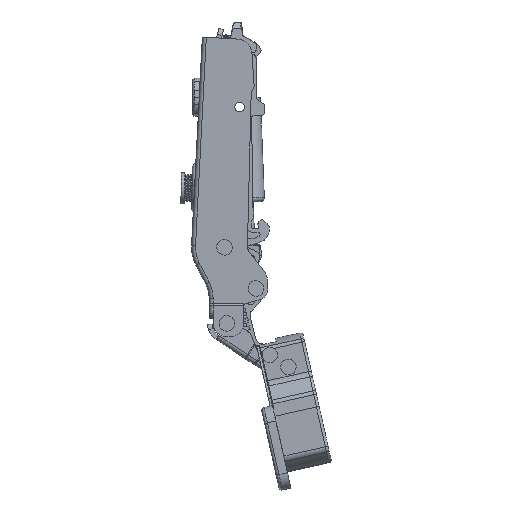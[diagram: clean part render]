
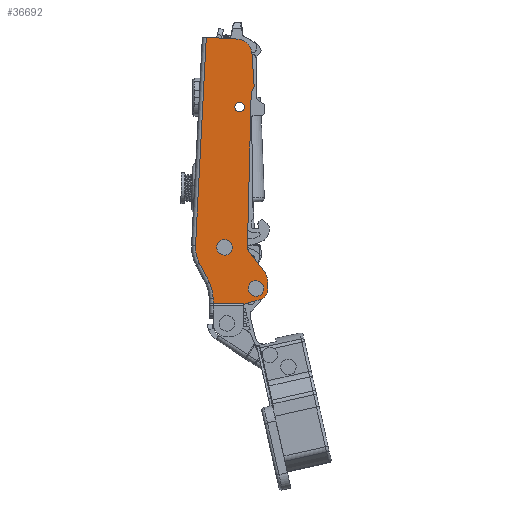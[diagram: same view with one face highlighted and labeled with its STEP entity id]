
A CAD part, left-side view. The second image highlights one B-rep face of the part: STEP entity #36692.
In plain terms, the highlighted face is planar.
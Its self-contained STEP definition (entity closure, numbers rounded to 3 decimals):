
#306=FACE_BOUND('',#4290,.T.);
#307=FACE_BOUND('',#4291,.T.);
#308=FACE_BOUND('',#4292,.T.);
#520=PLANE('',#39264);
#2155=FACE_OUTER_BOUND('',#4289,.T.);
#4289=EDGE_LOOP('',(#24843,#24844,#24845,#24846,#24847,#24848,#24849,#24850,
#24851,#24852,#24853,#24854,#24855,#24856,#24857,#24858,#24859,#24860,#24861,
#24862));
#4290=EDGE_LOOP('',(#24863));
#4291=EDGE_LOOP('',(#24864));
#4292=EDGE_LOOP('',(#24865));
#6641=LINE('',#55620,#10182);
#6649=LINE('',#55636,#10190);
#6650=LINE('',#55640,#10191);
#6651=LINE('',#55644,#10192);
#6652=LINE('',#55648,#10193);
#6653=LINE('',#55651,#10194);
#6654=LINE('',#55655,#10195);
#6655=LINE('',#55659,#10196);
#6656=LINE('',#55660,#10197);
#6657=LINE('',#55662,#10198);
#6658=LINE('',#55664,#10199);
#6659=LINE('',#55668,#10200);
#10182=VECTOR('',#43378,1000.);
#10190=VECTOR('',#43390,1000.);
#10191=VECTOR('',#43393,1000.);
#10192=VECTOR('',#43396,1000.);
#10193=VECTOR('',#43399,1000.);
#10194=VECTOR('',#43402,1000.);
#10195=VECTOR('',#43405,1000.);
#10196=VECTOR('',#43408,1000.);
#10197=VECTOR('',#43409,1000.);
#10198=VECTOR('',#43410,1000.);
#10199=VECTOR('',#43411,1000.);
#10200=VECTOR('',#43414,1000.);
#13658=CIRCLE('',#39175,1.21);
#13676=CIRCLE('',#39203,1.46);
#13678=CIRCLE('',#39206,1.46);
#13705=CIRCLE('',#39265,1.);
#13706=CIRCLE('',#39266,1.47);
#13707=CIRCLE('',#39267,1.418);
#13708=CIRCLE('',#39268,3.92);
#13709=CIRCLE('',#39269,9.);
#13710=CIRCLE('',#39270,9.);
#13711=CIRCLE('',#39271,3.);
#13712=CIRCLE('',#39272,5.);
#15435=VERTEX_POINT('',#54588);
#15460=VERTEX_POINT('',#55101);
#15462=VERTEX_POINT('',#55107);
#15530=VERTEX_POINT('',#55575);
#15545=VERTEX_POINT('',#55617);
#15546=VERTEX_POINT('',#55619);
#15551=VERTEX_POINT('',#55634);
#15552=VERTEX_POINT('',#55635);
#15553=VERTEX_POINT('',#55637);
#15554=VERTEX_POINT('',#55639);
#15555=VERTEX_POINT('',#55641);
#15556=VERTEX_POINT('',#55643);
#15557=VERTEX_POINT('',#55645);
#15558=VERTEX_POINT('',#55647);
#15559=VERTEX_POINT('',#55650);
#15560=VERTEX_POINT('',#55652);
#15561=VERTEX_POINT('',#55654);
#15562=VERTEX_POINT('',#55656);
#15563=VERTEX_POINT('',#55658);
#15564=VERTEX_POINT('',#55661);
#15565=VERTEX_POINT('',#55663);
#15566=VERTEX_POINT('',#55665);
#15567=VERTEX_POINT('',#55667);
#19047=EDGE_CURVE('',#15435,#15435,#13658,.T.);
#19076=EDGE_CURVE('',#15460,#15460,#13676,.T.);
#19079=EDGE_CURVE('',#15462,#15462,#13678,.T.);
#19179=EDGE_CURVE('',#15546,#15545,#6641,.T.);
#19187=EDGE_CURVE('',#15551,#15552,#6649,.T.);
#19188=EDGE_CURVE('',#15553,#15551,#13705,.T.);
#19189=EDGE_CURVE('',#15554,#15553,#6650,.T.);
#19190=EDGE_CURVE('',#15555,#15554,#13706,.T.);
#19191=EDGE_CURVE('',#15556,#15555,#6651,.T.);
#19192=EDGE_CURVE('',#15557,#15556,#13707,.T.);
#19193=EDGE_CURVE('',#15558,#15557,#6652,.T.);
#19194=EDGE_CURVE('',#15546,#15558,#13708,.T.);
#19195=EDGE_CURVE('',#15545,#15559,#6653,.T.);
#19196=EDGE_CURVE('',#15559,#15560,#13709,.T.);
#19197=EDGE_CURVE('',#15560,#15561,#6654,.T.);
#19198=EDGE_CURVE('',#15561,#15562,#13710,.T.);
#19199=EDGE_CURVE('',#15562,#15563,#6655,.T.);
#19200=EDGE_CURVE('',#15530,#15563,#6656,.T.);
#19201=EDGE_CURVE('',#15530,#15564,#6657,.T.);
#19202=EDGE_CURVE('',#15564,#15565,#6658,.T.);
#19203=EDGE_CURVE('',#15565,#15566,#13711,.T.);
#19204=EDGE_CURVE('',#15566,#15567,#6659,.T.);
#19205=EDGE_CURVE('',#15567,#15552,#13712,.T.);
#24843=ORIENTED_EDGE('',*,*,#19187,.F.);
#24844=ORIENTED_EDGE('',*,*,#19188,.F.);
#24845=ORIENTED_EDGE('',*,*,#19189,.F.);
#24846=ORIENTED_EDGE('',*,*,#19190,.F.);
#24847=ORIENTED_EDGE('',*,*,#19191,.F.);
#24848=ORIENTED_EDGE('',*,*,#19192,.F.);
#24849=ORIENTED_EDGE('',*,*,#19193,.F.);
#24850=ORIENTED_EDGE('',*,*,#19194,.F.);
#24851=ORIENTED_EDGE('',*,*,#19179,.T.);
#24852=ORIENTED_EDGE('',*,*,#19195,.T.);
#24853=ORIENTED_EDGE('',*,*,#19196,.T.);
#24854=ORIENTED_EDGE('',*,*,#19197,.T.);
#24855=ORIENTED_EDGE('',*,*,#19198,.T.);
#24856=ORIENTED_EDGE('',*,*,#19199,.T.);
#24857=ORIENTED_EDGE('',*,*,#19200,.F.);
#24858=ORIENTED_EDGE('',*,*,#19201,.T.);
#24859=ORIENTED_EDGE('',*,*,#19202,.T.);
#24860=ORIENTED_EDGE('',*,*,#19203,.T.);
#24861=ORIENTED_EDGE('',*,*,#19204,.T.);
#24862=ORIENTED_EDGE('',*,*,#19205,.T.);
#24863=ORIENTED_EDGE('',*,*,#19079,.F.);
#24864=ORIENTED_EDGE('',*,*,#19076,.F.);
#24865=ORIENTED_EDGE('',*,*,#19047,.F.);
#36692=ADVANCED_FACE('',(#2155,#306,#307,#308),#520,.T.);
#39175=AXIS2_PLACEMENT_3D('',#54590,#43137,#43138);
#39203=AXIS2_PLACEMENT_3D('',#55102,#43200,#43201);
#39206=AXIS2_PLACEMENT_3D('',#55108,#43207,#43208);
#39264=AXIS2_PLACEMENT_3D('',#55633,#43388,#43389);
#39265=AXIS2_PLACEMENT_3D('',#55638,#43391,#43392);
#39266=AXIS2_PLACEMENT_3D('',#55642,#43394,#43395);
#39267=AXIS2_PLACEMENT_3D('',#55646,#43397,#43398);
#39268=AXIS2_PLACEMENT_3D('',#55649,#43400,#43401);
#39269=AXIS2_PLACEMENT_3D('',#55653,#43403,#43404);
#39270=AXIS2_PLACEMENT_3D('',#55657,#43406,#43407);
#39271=AXIS2_PLACEMENT_3D('',#55666,#43412,#43413);
#39272=AXIS2_PLACEMENT_3D('',#55669,#43415,#43416);
#43137=DIRECTION('center_axis',(0.,0.,1.));
#43138=DIRECTION('ref_axis',(1.,0.,0.));
#43200=DIRECTION('center_axis',(0.,0.,1.));
#43201=DIRECTION('ref_axis',(1.,0.,0.));
#43207=DIRECTION('center_axis',(0.,0.,1.));
#43208=DIRECTION('ref_axis',(1.,0.,0.));
#43378=DIRECTION('',(0.052,0.999,0.));
#43388=DIRECTION('center_axis',(0.,0.,1.));
#43389=DIRECTION('ref_axis',(1.,0.,0.));
#43390=DIRECTION('',(-0.796,-0.606,0.));
#43391=DIRECTION('center_axis',(0.,0.,1.));
#43392=DIRECTION('ref_axis',(1.,0.,0.));
#43393=DIRECTION('',(-1.,0.019,0.));
#43394=DIRECTION('center_axis',(0.,0.,1.));
#43395=DIRECTION('ref_axis',(1.,0.,0.));
#43396=DIRECTION('',(-0.869,0.495,0.));
#43397=DIRECTION('center_axis',(0.,0.,-1.));
#43398=DIRECTION('ref_axis',(1.,0.,0.));
#43399=DIRECTION('',(-0.998,-0.069,0.));
#43400=DIRECTION('center_axis',(0.,0.,-1.));
#43401=DIRECTION('ref_axis',(1.,0.,0.));
#43402=DIRECTION('',(-0.999,0.047,0.));
#43403=DIRECTION('center_axis',(0.,0.,1.));
#43404=DIRECTION('ref_axis',(1.,0.,0.));
#43405=DIRECTION('',(-0.886,-0.464,0.));
#43406=DIRECTION('center_axis',(0.,0.,-1.));
#43407=DIRECTION('ref_axis',(1.,0.,0.));
#43408=DIRECTION('',(-1.,0.,0.));
#43409=DIRECTION('',(0.,1.,0.));
#43410=DIRECTION('',(0.,-1.,0.));
#43411=DIRECTION('',(0.272,-0.962,0.));
#43412=DIRECTION('center_axis',(0.,0.,1.));
#43413=DIRECTION('ref_axis',(1.,0.,0.));
#43414=DIRECTION('',(1.,0.,0.));
#43415=DIRECTION('center_axis',(0.,0.,1.));
#43416=DIRECTION('ref_axis',(1.,0.,0.));
#54588=CARTESIAN_POINT('',(42.767,24.224,16.5));
#54590=CARTESIAN_POINT('Origin',(43.977,24.224,16.5));
#55101=CARTESIAN_POINT('',(9.884,27.855,16.5));
#55102=CARTESIAN_POINT('Origin',(8.424,27.855,16.5));
#55107=CARTESIAN_POINT('',(-0.49,19.855,16.5));
#55108=CARTESIAN_POINT('Origin',(-1.95,19.855,16.5));
#55575=CARTESIAN_POINT('',(-5.824,22.97,16.5));
#55617=CARTESIAN_POINT('',(61.624,32.748,16.5));
#55619=CARTESIAN_POINT('',(61.205,24.76,16.5));
#55620=CARTESIAN_POINT('',(61.676,33.747,16.5));
#55633=CARTESIAN_POINT('Origin',(-11.124,27.47,16.5));
#55634=CARTESIAN_POINT('',(7.79,21.88,16.5));
#55635=CARTESIAN_POINT('',(1.804,17.326,16.5));
#55636=CARTESIAN_POINT('',(1.804,17.326,16.5));
#55637=CARTESIAN_POINT('',(8.383,22.062,16.5));
#55638=CARTESIAN_POINT('Origin',(8.364,21.062,16.5));
#55639=CARTESIAN_POINT('',(47.399,21.307,16.5));
#55640=CARTESIAN_POINT('',(8.383,22.062,16.5));
#55641=CARTESIAN_POINT('',(47.898,21.153,16.5));
#55642=CARTESIAN_POINT('Origin',(47.223,19.847,16.5));
#55643=CARTESIAN_POINT('',(48.671,20.712,16.5));
#55644=CARTESIAN_POINT('',(47.898,21.153,16.5));
#55645=CARTESIAN_POINT('',(49.636,20.593,16.5));
#55646=CARTESIAN_POINT('Origin',(49.318,21.975,16.5));
#55647=CARTESIAN_POINT('',(57.58,21.145,16.5));
#55648=CARTESIAN_POINT('',(49.636,20.593,16.5));
#55649=CARTESIAN_POINT('Origin',(57.297,25.054,16.5));
#55650=CARTESIAN_POINT('',(8.95,35.205,16.5));
#55651=CARTESIAN_POINT('',(8.95,35.205,16.5));
#55652=CARTESIAN_POINT('',(4.359,34.189,16.5));
#55653=CARTESIAN_POINT('Origin',(8.531,26.215,16.5));
#55654=CARTESIAN_POINT('',(-0.408,31.695,16.5));
#55655=CARTESIAN_POINT('',(-0.408,31.695,16.5));
#55656=CARTESIAN_POINT('',(-4.58,30.67,16.5));
#55657=CARTESIAN_POINT('Origin',(-4.58,39.67,16.5));
#55658=CARTESIAN_POINT('',(-5.824,30.67,16.5));
#55659=CARTESIAN_POINT('',(-5.824,30.67,16.5));
#55660=CARTESIAN_POINT('',(-5.824,27.47,16.5));
#55661=CARTESIAN_POINT('',(-5.824,22.527,16.5));
#55662=CARTESIAN_POINT('',(-5.824,22.97,16.5));
#55663=CARTESIAN_POINT('',(-4.837,19.038,16.5));
#55664=CARTESIAN_POINT('',(-4.837,19.038,16.5));
#55665=CARTESIAN_POINT('',(-1.95,16.855,16.5));
#55666=CARTESIAN_POINT('Origin',(-1.95,19.855,16.5));
#55667=CARTESIAN_POINT('',(-0.315,16.855,16.5));
#55668=CARTESIAN_POINT('',(-1.95,16.855,16.5));
#55669=CARTESIAN_POINT('Origin',(-0.315,21.855,16.5));
